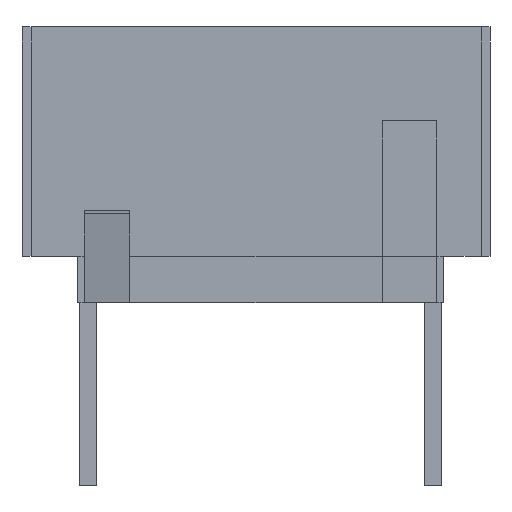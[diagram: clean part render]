
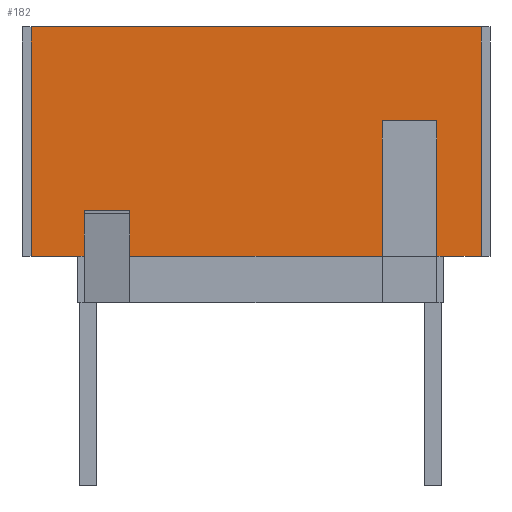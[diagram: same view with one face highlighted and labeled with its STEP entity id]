
A CAD part, front view. The second image highlights one B-rep face of the part: STEP entity #182.
In plain terms, the highlighted planar face has unit normal (0, -1, 0).
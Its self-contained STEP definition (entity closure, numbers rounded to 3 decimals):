
#13=DIRECTION('',(0.,0.,1.));
#27=VECTOR('',#13,1.);
#31=CARTESIAN_POINT('',(8.89,-24.13,6.1));
#34=DIRECTION('',(0.,-1.,0.));
#38=CARTESIAN_POINT('',(8.89,-24.13,1.02));
#74=VERTEX_POINT('',#75);
#75=CARTESIAN_POINT('',(8.7,-24.13,1.02));
#76=LINE('',#38,#77);
#77=VECTOR('',#78,1.);
#78=DIRECTION('',(-1.,0.,0.));
#82=VERTEX_POINT('',#83);
#83=CARTESIAN_POINT('',(8.7,-24.13,6.1));
#84=LINE('',#31,#77);
#86=EDGE_CURVE('',#74,#82,#87,.T.);
#87=LINE('',#75,#27);
#88=PLANE('',#89);
#89=AXIS2_PLACEMENT_3D('',#38,#34,#78);
#182=ADVANCED_FACE('',(#183),#88,.T.);
#183=FACE_BOUND('',#184,.T.);
#184=EDGE_LOOP('',(#185,#189,#190,#194,#199,#203,#207,#213,#219,#225,    #229,#234,#240,#245));
#185=ORIENTED_EDGE('',*,*,#186,.F.);
#186=EDGE_CURVE('',#74,#187,#76,.T.);
#187=VERTEX_POINT('',#188);
#188=CARTESIAN_POINT('',(7.86,-24.13,1.02));
#189=ORIENTED_EDGE('',*,*,#86,.T.);
#190=ORIENTED_EDGE('',*,*,#191,.T.);
#191=EDGE_CURVE('',#82,#192,#84,.T.);
#192=VERTEX_POINT('',#193);
#193=CARTESIAN_POINT('',(-1.27,-24.13,6.1));
#194=ORIENTED_EDGE('',*,*,#195,.F.);
#195=EDGE_CURVE('',#196,#192,#198,.T.);
#196=VERTEX_POINT('',#197);
#197=CARTESIAN_POINT('',(-1.27,-24.13,1.02));
#198=LINE('',#197,#27);
#199=ORIENTED_EDGE('',*,*,#200,.F.);
#200=EDGE_CURVE('',#201,#196,#76,.T.);
#201=VERTEX_POINT('',#202);
#202=CARTESIAN_POINT('',(-0.24,-24.13,1.02));
#203=ORIENTED_EDGE('',*,*,#204,.F.);
#204=EDGE_CURVE('',#205,#201,#76,.T.);
#205=VERTEX_POINT('',#206);
#206=CARTESIAN_POINT('',(-0.09,-24.13,1.02));
#207=ORIENTED_EDGE('',*,*,#208,.T.);
#208=EDGE_CURVE('',#205,#209,#211,.T.);
#209=VERTEX_POINT('',#210);
#210=CARTESIAN_POINT('',(-0.09,-24.13,2.037));
#211=LINE('',#212,#27);
#212=CARTESIAN_POINT('',(-0.09,-24.13,0.51));
#213=ORIENTED_EDGE('',*,*,#214,.F.);
#214=EDGE_CURVE('',#215,#209,#217,.T.);
#215=VERTEX_POINT('',#216);
#216=CARTESIAN_POINT('',(0.91,-24.13,2.037));
#217=LINE('',#218,#77);
#218=CARTESIAN_POINT('',(4.305,-24.13,2.037));
#219=ORIENTED_EDGE('',*,*,#220,.F.);
#220=EDGE_CURVE('',#221,#215,#223,.T.);
#221=VERTEX_POINT('',#222);
#222=CARTESIAN_POINT('',(0.91,-24.13,1.02));
#223=LINE('',#224,#27);
#224=CARTESIAN_POINT('',(0.91,-24.13,0.51));
#225=ORIENTED_EDGE('',*,*,#226,.F.);
#226=EDGE_CURVE('',#227,#221,#76,.T.);
#227=VERTEX_POINT('',#228);
#228=CARTESIAN_POINT('',(6.51,-24.13,1.02));
#229=ORIENTED_EDGE('',*,*,#230,.T.);
#230=EDGE_CURVE('',#227,#231,#233,.T.);
#231=VERTEX_POINT('',#232);
#232=CARTESIAN_POINT('',(6.51,-24.13,4.02));
#233=LINE('',#228,#27);
#234=ORIENTED_EDGE('',*,*,#235,.F.);
#235=EDGE_CURVE('',#236,#231,#238,.T.);
#236=VERTEX_POINT('',#237);
#237=CARTESIAN_POINT('',(7.71,-24.13,4.02));
#238=LINE('',#239,#77);
#239=CARTESIAN_POINT('',(7.605,-24.13,4.02));
#240=ORIENTED_EDGE('',*,*,#241,.F.);
#241=EDGE_CURVE('',#242,#236,#244,.T.);
#242=VERTEX_POINT('',#243);
#243=CARTESIAN_POINT('',(7.71,-24.13,1.02));
#244=LINE('',#243,#27);
#245=ORIENTED_EDGE('',*,*,#246,.F.);
#246=EDGE_CURVE('',#187,#242,#76,.T.);
